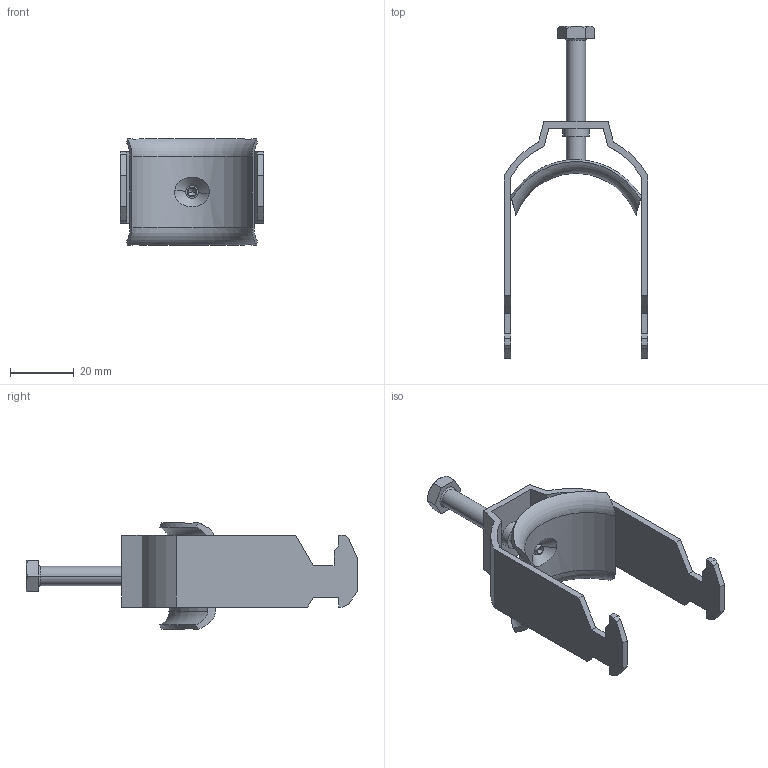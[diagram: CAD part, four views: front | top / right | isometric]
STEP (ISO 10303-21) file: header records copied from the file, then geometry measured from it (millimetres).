
FILE_DESCRIPTION (( 'STEP AP214' ), '1' );
FILE_NAME ('1186036.STEP', '2023-09-05T09:36:58', ( '' ), ( '' ), 'SwSTEP 2.0', 'SolidWorks 2022', '' );
FILE_SCHEMA (( 'AUTOMOTIVE_DESIGN' ));
Length unit declared in the file: millimetre
Products named in the file (4): 142951_M6 x 38; 157096_1Fach; 1186036; 141713_Standard
Assembly tree (3 placements, depth 2):
  1186036
    157096_1Fach
    142951_M6 x 38
    141713_Standard
Bounding box: 45 x 104 x 33.4 mm (x, y, z)
Volume: 11237.4 mm3; surface area: 13106.2 mm2
Topology: 3 solids, 3 shells, 247 faces, 646 edges, 428 vertices
Faces by surface type: plane 157, bspline 38, cylinder 34, cone 10, torus 8
Entity records: 11830 total; most frequent: CARTESIAN_POINT 5361, ORIENTED_EDGE 1284, DIRECTION 1048, EDGE_CURVE 642, VERTEX_POINT 428, LINE 418, VECTOR 418, AXIS2_PLACEMENT_3D 315
